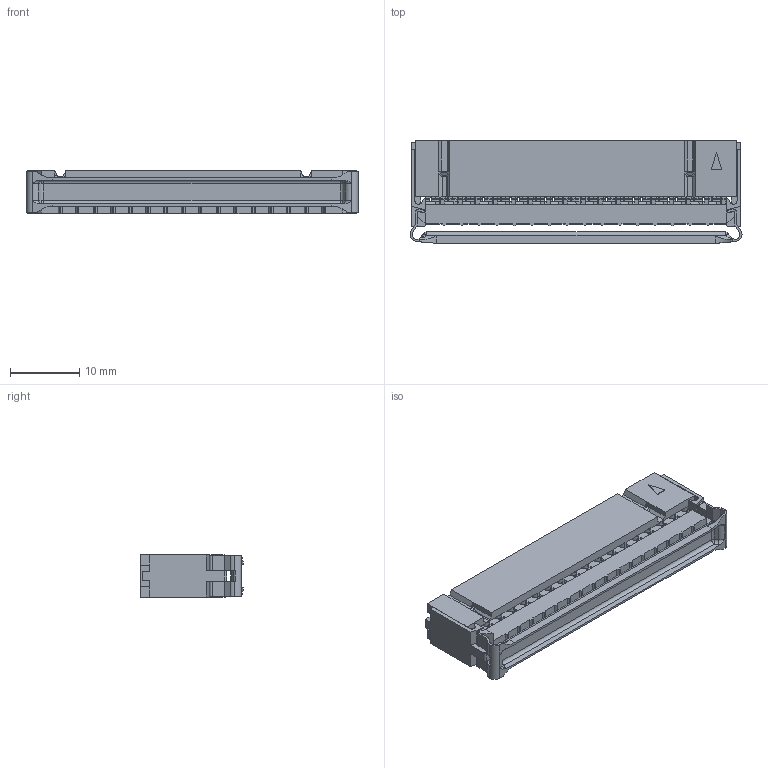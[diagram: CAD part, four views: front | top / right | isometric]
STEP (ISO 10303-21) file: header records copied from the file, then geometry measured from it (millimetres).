
FILE_DESCRIPTION(/* description */ (''),/* implementation_level */ '2;1');
FILE_NAME(/* name */ 'CWR-210-34_3D Model.stp',/* time_stamp */ '2023-11-27T11:16:58-05:00',/* author */ ('dwiltbank'),/* organization */ (''),/* preprocessor_version */ 'ST-DEVELOPER v19.2',/* originating_system */ 'Autodesk Inventor 2024',/* authorisation */ '');
FILE_SCHEMA (('AUTOMOTIVE_DESIGN { 1 0 10303 214 3 1 1 }'));
Products named in the file (1): CWR-210-34_Simplify_1
Bounding box: 48.01 x 14.82 x 6.35 mm (x, y, z)
Volume: 2624.6 mm3; surface area: 6282.8 mm2
Topology: 1 solids, 1 shells, 4440 faces, 12096 edges, 7486 vertices
Faces by surface type: plane 3134, cylinder 932, bspline 360, sphere 10, torus 4
Entity records: 146750 total; most frequent: CARTESIAN_POINT 31930, ORIENTED_EDGE 24192, DIRECTION 20842, EDGE_CURVE 12096, LINE 10058, VECTOR 10058, VERTEX_POINT 7486, AXIS2_PLACEMENT_3D 5392
